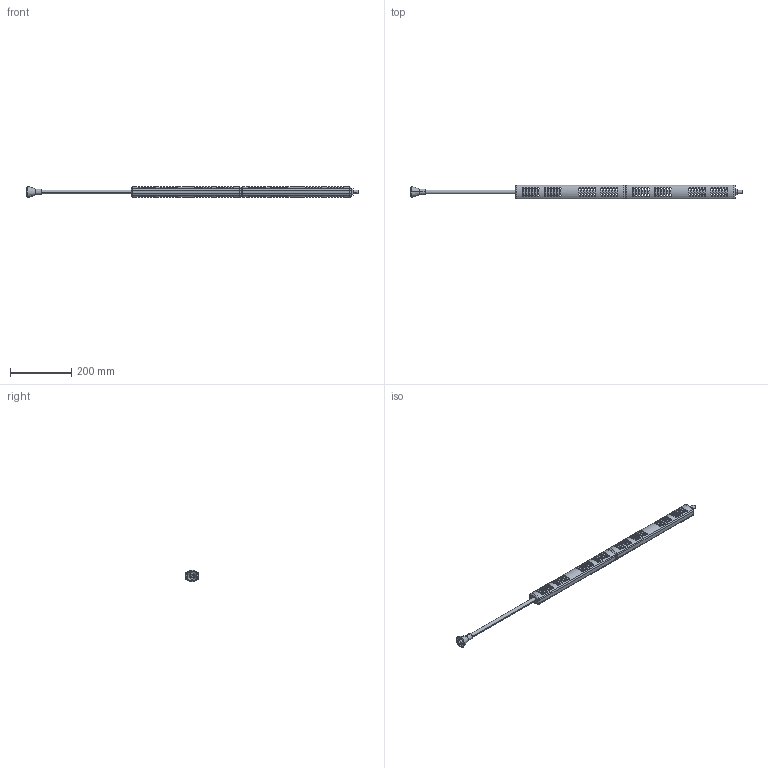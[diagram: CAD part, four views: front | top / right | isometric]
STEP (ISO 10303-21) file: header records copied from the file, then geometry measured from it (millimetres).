
FILE_DESCRIPTION (( 'STEP AP214' ), '1' );
FILE_NAME ('31220.STEP', '2015-10-16T15:03:21', ( '' ), ( '' ), 'SwSTEP 2.0', 'SolidWorks 2015', '' );
FILE_SCHEMA (( 'AUTOMOTIVE_DESIGN' ));
Length unit declared in the file: inch
Products named in the file (1): 31220
Bounding box: 1081.79 x 43.57 x 38.1 mm (x, y, z)
Volume: 360831.1 mm3; surface area: 220270.2 mm2
Topology: 4 solids, 4 shells, 891 faces, 2672 edges, 1701 vertices
Faces by surface type: cylinder 620, plane 229, torus 28, cone 14
Entity records: 53023 total; most frequent: CARTESIAN_POINT 19907, ORIENTED_EDGE 5340, DIRECTION 3454, EDGE_CURVE 2670, VERTEX_POINT 1701, B_SPLINE_CURVE_WITH_KNOTS 1344, AXIS2_PLACEMENT_3D 1236, EDGE_LOOP 993
